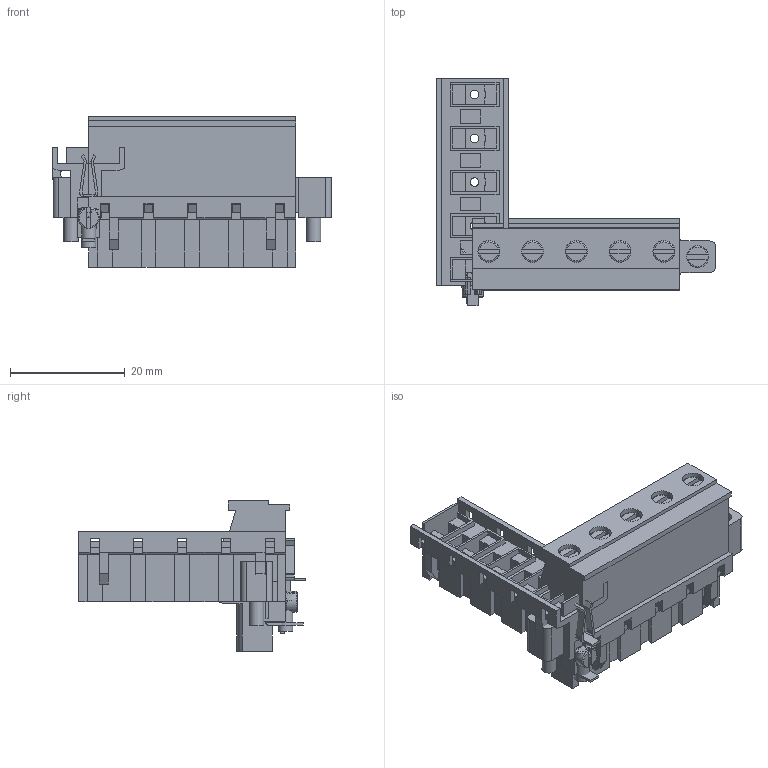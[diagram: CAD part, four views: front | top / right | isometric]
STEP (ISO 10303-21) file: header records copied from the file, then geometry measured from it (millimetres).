
FILE_DESCRIPTION( ( 'Unknown' ), '1' );
FILE_NAME( '691345410005.stp', 'Unknown', ( 'Unknown' ), ( 'Unknown' ), 'PSStep 14.0', 'Unknown', ' ' );
FILE_SCHEMA( ( 'AUTOMOTIVE_DESIGN { 1 0 10303 214 1 1 1 1 }' ) );
Length unit declared in the file: millimetre
Products named in the file (7): Assem1; vis cage; vis flange; Spring; cage; 691345410005_plastic top; 691345410005_plastic bottom
Bounding box: 48.58 x 39.52 x 26.2 mm (x, y, z)
Volume: 11065.6 mm3; surface area: 21956.2 mm2
Topology: 25 solids, 25 shells, 1608 faces, 4395 edges, 2870 vertices
Faces by surface type: plane 1331, cylinder 230, torus 27, cone 20
Full cylindrical faces by diameter (mm): 1.5 x10, 2.459 x6, 2.5 x3, 2.6 x10, 2.7 x4, 3 x16, 3.7 x6, 3.8 x17
Entity records: 25389 total; most frequent: CARTESIAN_POINT 3599, ORIENTED_EDGE 3472, DIRECTION 3225, EDGE_CURVE 1736, LINE 1559, VECTOR 1559, VERTEX_POINT 1159, AXIS2_PLACEMENT_3D 833
